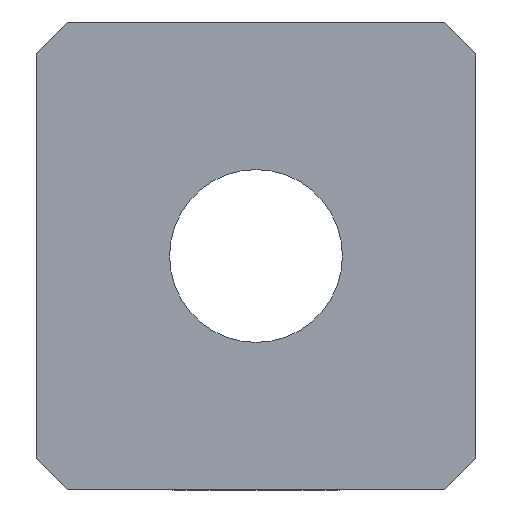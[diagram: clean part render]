
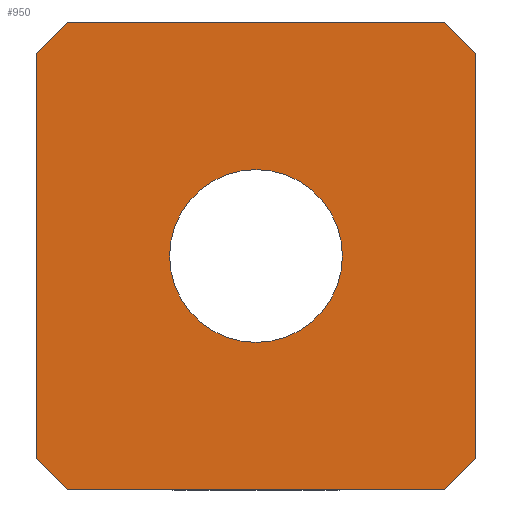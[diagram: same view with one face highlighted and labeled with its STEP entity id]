
A CAD part, front view. The second image highlights one B-rep face of the part: STEP entity #950.
In plain terms, the highlighted planar face has unit normal (0, -1, 0).
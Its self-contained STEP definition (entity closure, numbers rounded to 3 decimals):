
#69=LINE('',#1463,#174);
#75=LINE('',#1476,#180);
#78=LINE('',#1483,#183);
#84=LINE('',#1495,#189);
#92=LINE('',#1512,#197);
#93=LINE('',#1513,#198);
#94=LINE('',#1514,#199);
#95=LINE('',#1515,#200);
#174=VECTOR('',#1174,10.);
#180=VECTOR('',#1184,10.);
#183=VECTOR('',#1189,10.);
#189=VECTOR('',#1199,10.);
#197=VECTOR('',#1219,10.);
#198=VECTOR('',#1220,10.);
#199=VECTOR('',#1221,10.);
#200=VECTOR('',#1222,10.);
#246=FACE_BOUND('',#341,.T.);
#281=FACE_OUTER_BOUND('',#340,.T.);
#340=EDGE_LOOP('',(#719,#720,#721,#722,#723,#724,#725,#726));
#341=EDGE_LOOP('',(#727));
#386=CIRCLE('',#1031,2.75);
#439=VERTEX_POINT('',#1460);
#440=VERTEX_POINT('',#1462);
#444=VERTEX_POINT('',#1473);
#445=VERTEX_POINT('',#1475);
#447=VERTEX_POINT('',#1480);
#448=VERTEX_POINT('',#1482);
#451=VERTEX_POINT('',#1492);
#452=VERTEX_POINT('',#1494);
#455=VERTEX_POINT('',#1508);
#534=EDGE_CURVE('',#439,#440,#69,.T.);
#540=EDGE_CURVE('',#444,#445,#75,.T.);
#543=EDGE_CURVE('',#447,#448,#78,.T.);
#549=EDGE_CURVE('',#451,#452,#84,.T.);
#557=EDGE_CURVE('',#455,#455,#386,.T.);
#558=EDGE_CURVE('',#452,#439,#92,.T.);
#559=EDGE_CURVE('',#448,#451,#93,.T.);
#560=EDGE_CURVE('',#445,#447,#94,.T.);
#561=EDGE_CURVE('',#440,#444,#95,.T.);
#719=ORIENTED_EDGE('',*,*,#534,.F.);
#720=ORIENTED_EDGE('',*,*,#558,.F.);
#721=ORIENTED_EDGE('',*,*,#549,.F.);
#722=ORIENTED_EDGE('',*,*,#559,.F.);
#723=ORIENTED_EDGE('',*,*,#543,.F.);
#724=ORIENTED_EDGE('',*,*,#560,.F.);
#725=ORIENTED_EDGE('',*,*,#540,.F.);
#726=ORIENTED_EDGE('',*,*,#561,.F.);
#727=ORIENTED_EDGE('',*,*,#557,.T.);
#899=PLANE('',#1032);
#950=ADVANCED_FACE('',(#281,#246),#899,.T.);
#1031=AXIS2_PLACEMENT_3D('',#1510,#1215,#1216);
#1032=AXIS2_PLACEMENT_3D('',#1511,#1217,#1218);
#1174=DIRECTION('',(-0.707,0.,-0.707));
#1184=DIRECTION('',(-0.707,0.,0.707));
#1189=DIRECTION('',(0.707,0.,0.707));
#1199=DIRECTION('',(0.707,0.,-0.707));
#1215=DIRECTION('center_axis',(0.,1.,0.));
#1216=DIRECTION('ref_axis',(-1.,0.,0.));
#1217=DIRECTION('center_axis',(0.,-1.,0.));
#1218=DIRECTION('ref_axis',(0.,0.,-1.));
#1219=DIRECTION('',(0.,0.,-1.));
#1220=DIRECTION('',(1.,0.,0.));
#1221=DIRECTION('',(0.,0.,1.));
#1222=DIRECTION('',(-1.,0.,0.));
#1460=CARTESIAN_POINT('',(-220.5,-256.,537.55));
#1462=CARTESIAN_POINT('',(-221.5,-256.,536.55));
#1463=CARTESIAN_POINT('',(-226.137,-256.,531.913));
#1473=CARTESIAN_POINT('',(-233.5,-256.,536.55));
#1475=CARTESIAN_POINT('',(-234.5,-256.,537.55));
#1476=CARTESIAN_POINT('',(-232.362,-256.,535.413));
#1480=CARTESIAN_POINT('',(-234.5,-256.,550.45));
#1482=CARTESIAN_POINT('',(-233.5,-256.,551.45));
#1483=CARTESIAN_POINT('',(-239.362,-256.,545.588));
#1492=CARTESIAN_POINT('',(-221.5,-256.,551.45));
#1494=CARTESIAN_POINT('',(-220.5,-256.,550.45));
#1495=CARTESIAN_POINT('',(-219.137,-256.,549.088));
#1508=CARTESIAN_POINT('',(-224.75,-256.,544.));
#1510=CARTESIAN_POINT('Origin',(-227.5,-256.,544.));
#1511=CARTESIAN_POINT('Origin',(-234.5,-256.,530.));
#1512=CARTESIAN_POINT('',(-220.5,-256.,537.55));
#1513=CARTESIAN_POINT('',(-236.,-256.,551.45));
#1514=CARTESIAN_POINT('',(-234.5,-256.,550.45));
#1515=CARTESIAN_POINT('',(-236.,-256.,536.55));
